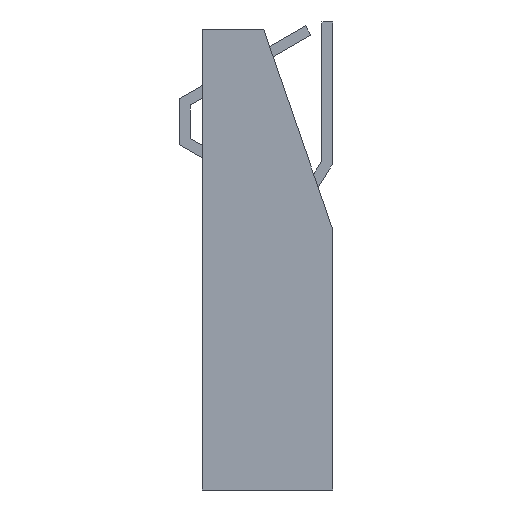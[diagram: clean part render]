
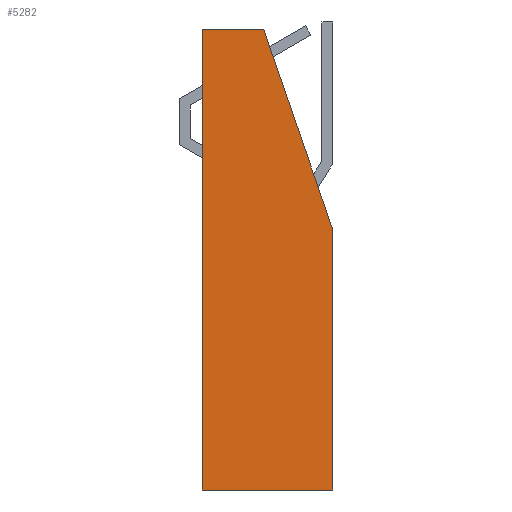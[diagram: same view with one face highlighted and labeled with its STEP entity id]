
A CAD part, left-side view. The second image highlights one B-rep face of the part: STEP entity #5282.
In plain terms, the highlighted planar face has unit normal (-1, 0, 0).
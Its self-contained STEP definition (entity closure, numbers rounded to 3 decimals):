
#52=FACE_OUTER_BOUND('',#332,.T.);
#332=EDGE_LOOP('',(#3580,#3581,#3582,#3583,#3584));
#591=LINE('',#7167,#1369);
#686=LINE('',#7357,#1464);
#710=LINE('',#7399,#1488);
#711=LINE('',#7401,#1489);
#712=LINE('',#7402,#1490);
#1369=VECTOR('',#5839,10.);
#1464=VECTOR('',#5964,10.);
#1488=VECTOR('',#5990,10.);
#1489=VECTOR('',#5991,10.);
#1490=VECTOR('',#5992,10.);
#2147=VERTEX_POINT('',#7164);
#2148=VERTEX_POINT('',#7166);
#2228=VERTEX_POINT('',#7356);
#2245=VERTEX_POINT('',#7398);
#2246=VERTEX_POINT('',#7400);
#2661=EDGE_CURVE('',#2148,#2147,#591,.T.);
#2756=EDGE_CURVE('',#2148,#2228,#686,.T.);
#2780=EDGE_CURVE('',#2147,#2245,#710,.T.);
#2781=EDGE_CURVE('',#2246,#2245,#711,.T.);
#2782=EDGE_CURVE('',#2228,#2246,#712,.T.);
#3580=ORIENTED_EDGE('',*,*,#2661,.T.);
#3581=ORIENTED_EDGE('',*,*,#2780,.T.);
#3582=ORIENTED_EDGE('',*,*,#2781,.F.);
#3583=ORIENTED_EDGE('',*,*,#2782,.F.);
#3584=ORIENTED_EDGE('',*,*,#2756,.F.);
#5009=PLANE('',#5576);
#5282=ADVANCED_FACE('',(#52),#5009,.T.);
#5576=AXIS2_PLACEMENT_3D('',#7397,#5988,#5989);
#5839=DIRECTION('',(0.,0.327,0.945));
#5964=DIRECTION('',(0.,0.,-1.));
#5988=DIRECTION('center_axis',(-1.,0.,0.));
#5989=DIRECTION('ref_axis',(0.,0.,1.));
#5990=DIRECTION('',(0.,1.,0.));
#5991=DIRECTION('',(0.,0.,1.));
#5992=DIRECTION('',(0.,1.,0.));
#7164=CARTESIAN_POINT('',(-7.,0.9,3.));
#7166=CARTESIAN_POINT('',(-7.,0.,0.4));
#7167=CARTESIAN_POINT('',(-7.,-0.525,-1.118));
#7356=CARTESIAN_POINT('',(-7.,0.,-3.));
#7357=CARTESIAN_POINT('',(-7.,0.,3.));
#7397=CARTESIAN_POINT('Origin',(-7.,0.,-3.));
#7398=CARTESIAN_POINT('',(-7.,1.7,3.));
#7399=CARTESIAN_POINT('',(-7.,0.,3.));
#7400=CARTESIAN_POINT('',(-7.,1.7,-3.));
#7401=CARTESIAN_POINT('',(-7.,1.7,3.));
#7402=CARTESIAN_POINT('',(-7.,0.,-3.));
